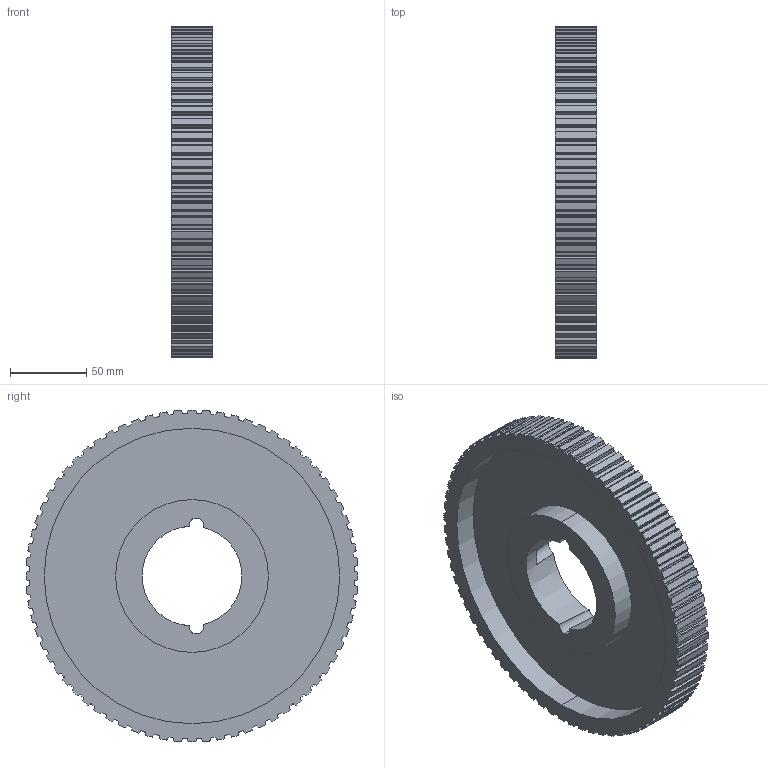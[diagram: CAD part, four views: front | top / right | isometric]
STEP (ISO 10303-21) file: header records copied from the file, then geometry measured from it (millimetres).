
FILE_DESCRIPTION (( 'STEP AP214' ), '1' );
FILE_NAME ('STL72L100A-2012.step', '2019-07-31T16:07:19', ( '' ), ( '' ), 'SwSTEP 2.0', 'SolidWorks 2018', '' );
FILE_SCHEMA (( 'AUTOMOTIVE_DESIGN' ));
Length unit declared in the file: millimetre
Products named in the file (1): STL72L100A-2012
Bounding box: 27.29 x 217.6 x 217.59 mm (x, y, z)
Volume: 575370 mm3; surface area: 109610 mm2
Topology: 1 solids, 1 shells, 655 faces, 1952 edges, 1302 vertices
Faces by surface type: cylinder 431, plane 222, cone 2
Entity records: 22520 total; most frequent: DIRECTION 4120, CARTESIAN_POINT 4024, ORIENTED_EDGE 3904, EDGE_CURVE 1952, AXIS2_PLACEMENT_3D 1522, VERTEX_POINT 1302, LINE 1076, VECTOR 1076
